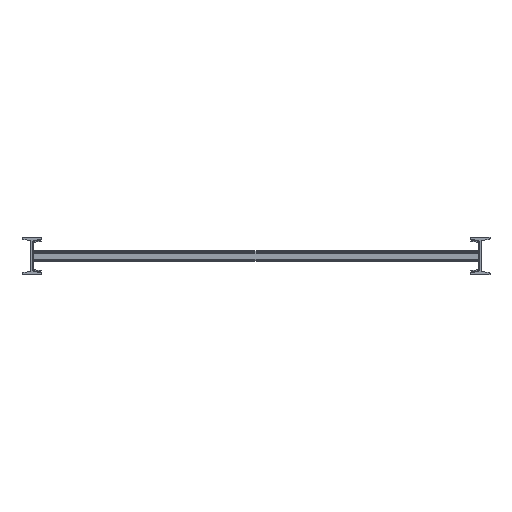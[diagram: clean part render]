
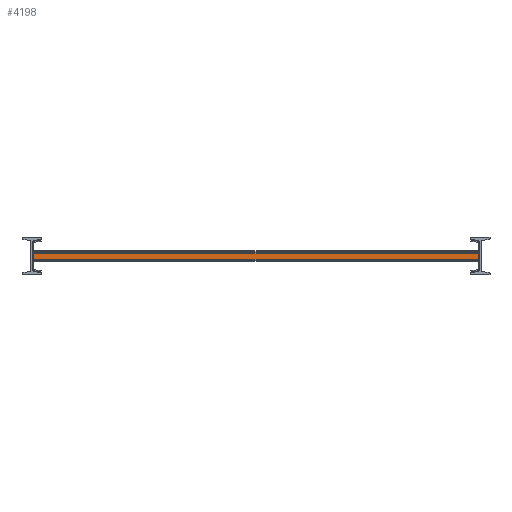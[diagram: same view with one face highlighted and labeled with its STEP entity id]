
A CAD part, front view. The second image highlights one B-rep face of the part: STEP entity #4198.
In plain terms, the highlighted face is planar.
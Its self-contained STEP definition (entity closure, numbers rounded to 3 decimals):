
#3535=DIRECTION('',(0.,-1.,0.));
#3536=VECTOR('',#3535,15.5);
#3537=CARTESIAN_POINT('',(-2051.,19.5,20.));
#3538=LINE('',#3537,#3536);
#3543=DIRECTION('',(1.,0.,0.));
#3544=VECTOR('',#3543,949.);
#3545=CARTESIAN_POINT('',(-3000.,4.,20.));
#3546=LINE('',#3545,#3544);
#3639=DIRECTION('',(-1.,0.,0.));
#3640=VECTOR('',#3639,949.);
#3641=CARTESIAN_POINT('',(-2051.,19.5,20.));
#3642=LINE('',#3641,#3640);
#3665=DIRECTION('',(0.,-1.,0.));
#3666=VECTOR('',#3665,15.5);
#3667=CARTESIAN_POINT('',(-3000.,19.5,20.));
#3668=LINE('',#3667,#3666);
#4039=CARTESIAN_POINT('',(-3000.,4.,20.));
#4040=CARTESIAN_POINT('',(-2051.,4.,20.));
#4041=VERTEX_POINT('',#4039);
#4042=VERTEX_POINT('',#4040);
#4043=CARTESIAN_POINT('',(-3000.,19.5,20.));
#4044=VERTEX_POINT('',#4043);
#4045=CARTESIAN_POINT('',(-2051.,19.5,20.));
#4046=VERTEX_POINT('',#4045);
#4183=CARTESIAN_POINT('',(3000.,4.,20.));
#4184=DIRECTION('',(0.,0.,-1.));
#4185=DIRECTION('',(-1.,0.,0.));
#4186=AXIS2_PLACEMENT_3D('',#4183,#4184,#4185);
#4187=PLANE('',#4186);
#4189=ORIENTED_EDGE('',*,*,#4188,.F.);
#4191=ORIENTED_EDGE('',*,*,#4190,.F.);
#4193=ORIENTED_EDGE('',*,*,#4192,.F.);
#4195=ORIENTED_EDGE('',*,*,#4194,.T.);
#4196=EDGE_LOOP('',(#4189,#4191,#4193,#4195));
#4197=FACE_OUTER_BOUND('',#4196,.F.);
#4198=ADVANCED_FACE('',(#4197),#4187,.F.);
#4188=EDGE_CURVE('',#4041,#4042,#3546,.T.);
#4190=EDGE_CURVE('',#4044,#4041,#3668,.T.);
#4192=EDGE_CURVE('',#4046,#4044,#3642,.T.);
#4194=EDGE_CURVE('',#4046,#4042,#3538,.T.);
